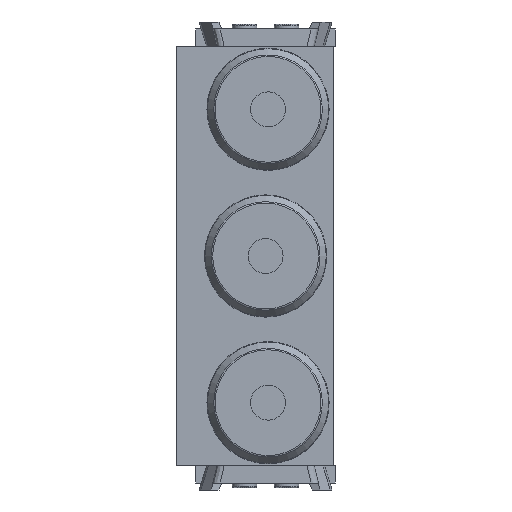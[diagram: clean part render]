
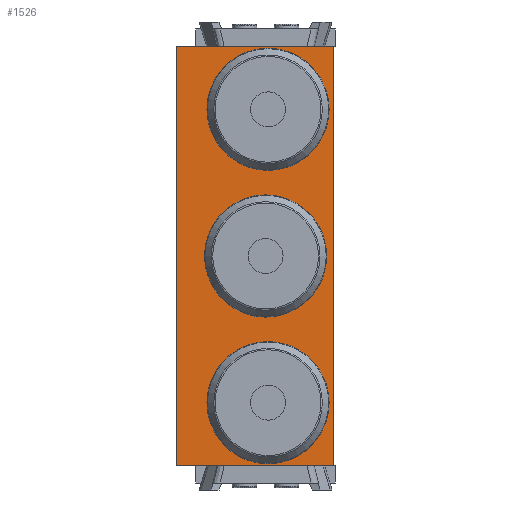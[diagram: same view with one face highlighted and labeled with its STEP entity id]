
A CAD part, left-side view. The second image highlights one B-rep face of the part: STEP entity #1526.
In plain terms, the highlighted planar face has unit normal (-1, 0, 0).
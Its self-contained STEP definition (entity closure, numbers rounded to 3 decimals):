
#930=CARTESIAN_POINT('',(0.0,19.5,66.0));
#931=VERTEX_POINT('',#930);
#932=CARTESIAN_POINT('',(0.0,19.5,60.0));
#933=DIRECTION('',(1.0,0.0,0.0));
#934=DIRECTION('',(0.0,0.0,1.0));
#935=AXIS2_PLACEMENT_3D('',#932,#933,#934);
#936=CIRCLE('',#935,6.);
#937=EDGE_CURVE('',#931,#931,#936,.T.);
#1180=CARTESIAN_POINT('',(0.0,18.8,108.0));
#1181=VERTEX_POINT('',#1180);
#1182=CARTESIAN_POINT('',(0.0,18.8,102.));
#1183=DIRECTION('',(1.0,0.0,0.0));
#1184=DIRECTION('',(0.0,0.0,1.0));
#1185=AXIS2_PLACEMENT_3D('',#1182,#1183,#1184);
#1186=CIRCLE('',#1185,6.);
#1187=EDGE_CURVE('',#1181,#1181,#1186,.T.);
#1430=CARTESIAN_POINT('',(0.0,18.8,24.));
#1431=VERTEX_POINT('',#1430);
#1432=CARTESIAN_POINT('',(0.0,18.8,18.0));
#1433=DIRECTION('',(1.0,0.0,0.0));
#1434=DIRECTION('',(0.0,0.0,1.0));
#1435=AXIS2_PLACEMENT_3D('',#1432,#1433,#1434);
#1436=CIRCLE('',#1435,6.);
#1437=EDGE_CURVE('',#1431,#1431,#1436,.T.);
#1478=CARTESIAN_POINT('',(0.0,0.0,0.0));
#1479=DIRECTION('',(-1.0,0.0,0.0));
#1480=DIRECTION('',(0.0,0.0,1.0));
#1481=AXIS2_PLACEMENT_3D('',#1478,#1479,#1480);
#1482=PLANE('',#1481);
#1483=CARTESIAN_POINT('',(0.0,0.0,120.0));
#1484=VERTEX_POINT('',#1483);
#1485=CARTESIAN_POINT('',(0.0,45.0,120.0));
#1486=VERTEX_POINT('',#1485);
#1487=CARTESIAN_POINT('',(0.0,0.0,120.0));
#1488=DIRECTION('',(0.0,1.0,0.0));
#1489=VECTOR('',#1488,45.0);
#1490=LINE('',#1487,#1489);
#1491=EDGE_CURVE('',#1484,#1486,#1490,.T.);
#1492=ORIENTED_EDGE('',*,*,#1491,.T.);
#1493=CARTESIAN_POINT('',(0.0,45.0,0.0));
#1494=VERTEX_POINT('',#1493);
#1495=CARTESIAN_POINT('',(0.0,45.0,0.0));
#1496=DIRECTION('',(0.0,0.0,1.0));
#1497=VECTOR('',#1496,120.0);
#1498=LINE('',#1495,#1497);
#1499=EDGE_CURVE('',#1494,#1486,#1498,.T.);
#1500=ORIENTED_EDGE('',*,*,#1499,.F.);
#1501=CARTESIAN_POINT('',(0.0,0.0,0.0));
#1502=VERTEX_POINT('',#1501);
#1503=CARTESIAN_POINT('',(0.0,45.0,0.0));
#1504=DIRECTION('',(0.0,-1.0,0.0));
#1505=VECTOR('',#1504,45.0);
#1506=LINE('',#1503,#1505);
#1507=EDGE_CURVE('',#1494,#1502,#1506,.T.);
#1508=ORIENTED_EDGE('',*,*,#1507,.T.);
#1509=CARTESIAN_POINT('',(0.0,0.0,0.0));
#1510=DIRECTION('',(0.0,0.0,1.0));
#1511=VECTOR('',#1510,120.0);
#1512=LINE('',#1509,#1511);
#1513=EDGE_CURVE('',#1502,#1484,#1512,.T.);
#1514=ORIENTED_EDGE('',*,*,#1513,.T.);
#1515=EDGE_LOOP('',(#1492,#1500,#1508,#1514));
#1516=FACE_OUTER_BOUND('',#1515,.T.);
#1517=ORIENTED_EDGE('',*,*,#937,.T.);
#1518=EDGE_LOOP('',(#1517));
#1519=FACE_BOUND('',#1518,.T.);
#1520=ORIENTED_EDGE('',*,*,#1187,.T.);
#1521=EDGE_LOOP('',(#1520));
#1522=FACE_BOUND('',#1521,.T.);
#1523=ORIENTED_EDGE('',*,*,#1437,.T.);
#1524=EDGE_LOOP('',(#1523));
#1525=FACE_BOUND('',#1524,.T.);
#1526=ADVANCED_FACE('',(#1516,#1519,#1522,#1525),#1482,.T.);
